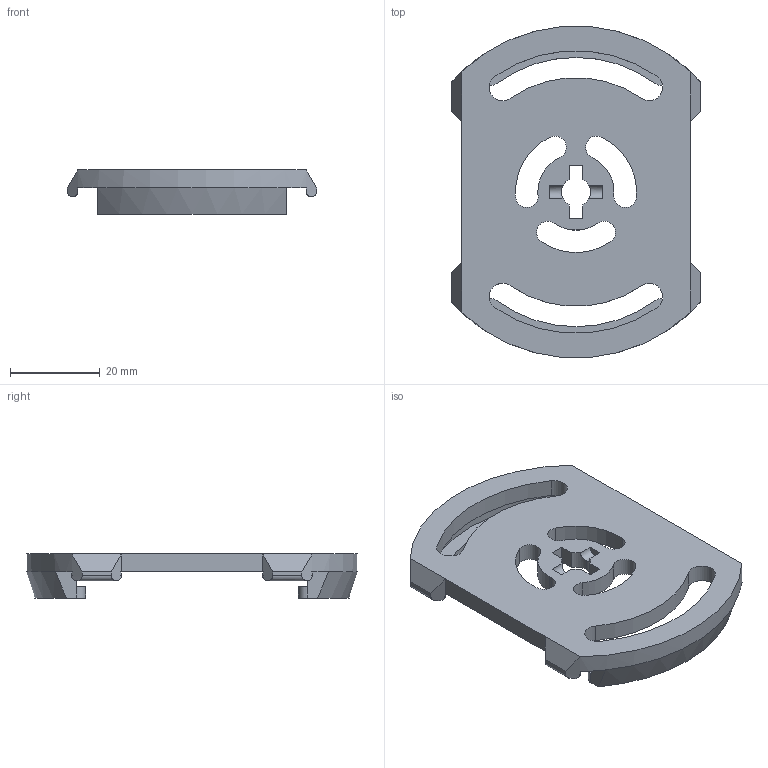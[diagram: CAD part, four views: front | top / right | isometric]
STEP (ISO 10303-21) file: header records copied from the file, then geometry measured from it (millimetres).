
FILE_DESCRIPTION (( 'STEP AP214' ), '1' );
FILE_NAME ('CylinderCapSpringRetainer.STEP', '2025-10-27T08:16:04', ( '' ), ( '' ), 'SwSTEP 2.0', 'SolidWorks 2020', '' );
FILE_SCHEMA (( 'AUTOMOTIVE_DESIGN' ));
Length unit declared in the file: millimetre
Products named in the file (1): CylinderCapSpringRetainer
Bounding box: 55.5 x 73.74 x 9.84 mm (x, y, z)
Volume: 12909 mm3; surface area: 9538.3 mm2
Topology: 1 solids, 1 shells, 91 faces, 252 edges, 164 vertices
Faces by surface type: cylinder 50, plane 37, torus 2, cone 2
Entity records: 3088 total; most frequent: CARTESIAN_POINT 679, ORIENTED_EDGE 504, DIRECTION 504, EDGE_CURVE 252, AXIS2_PLACEMENT_3D 187, VERTEX_POINT 164, LINE 130, VECTOR 130
